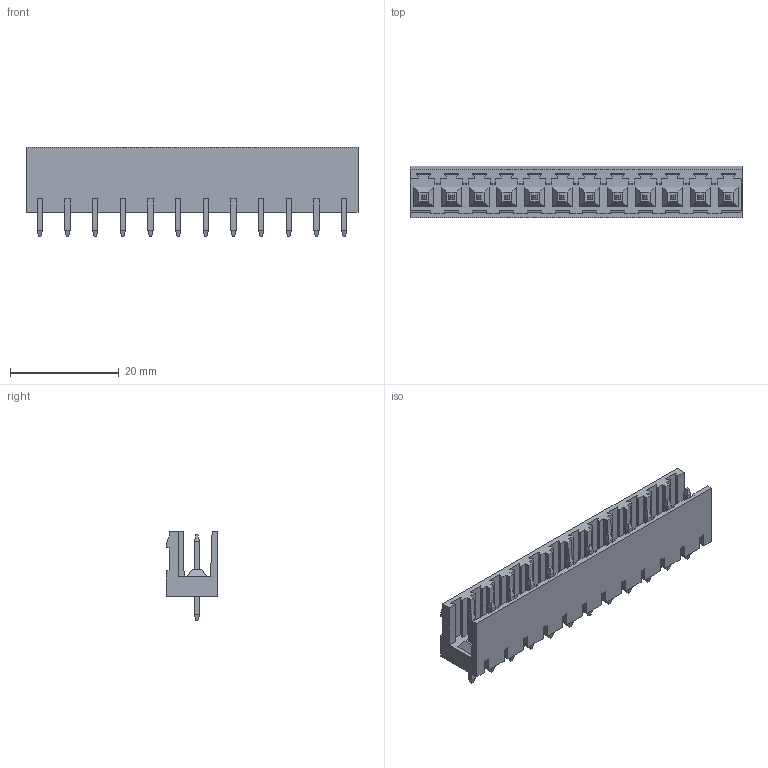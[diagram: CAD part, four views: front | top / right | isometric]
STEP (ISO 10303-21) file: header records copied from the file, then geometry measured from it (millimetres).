
FILE_DESCRIPTION(('CATIA V5 STEP Exchange','CAx-IF Rec.Pracs.--- Model Styling and Organization---1.4--- 2014-01-23'),'2;1');
FILE_NAME ('D1485990_0_1350160000_1350160000.stp','2021-05-10T13:30:22+00:00',('none'),('Weidmueller'),'CATIA Version 5-6 Release 2016 SP3 HF44','CATIA V5 STEP AP214','none');
FILE_SCHEMA(('AUTOMOTIVE_DESIGN { 1 0 10303 214 1 1 1 1 }'));
Length unit declared in the file: millimetre
Products named in the file (1): 1350160000
Bounding box: 60.96 x 9.4 x 16.5 mm (x, y, z)
Volume: 2565.8 mm3; surface area: 5563.8 mm2
Topology: 13 solids, 13 shells, 528 faces, 1438 edges, 948 vertices
Faces by surface type: plane 528
Entity records: 16091 total; most frequent: ORIENTED_EDGE 2876, CARTESIAN_POINT 2874, DIRECTION 2124, EDGE_CURVE 1438, VECTOR 1342, LINE 1342, VERTEX_POINT 948, EDGE_LOOP 564
